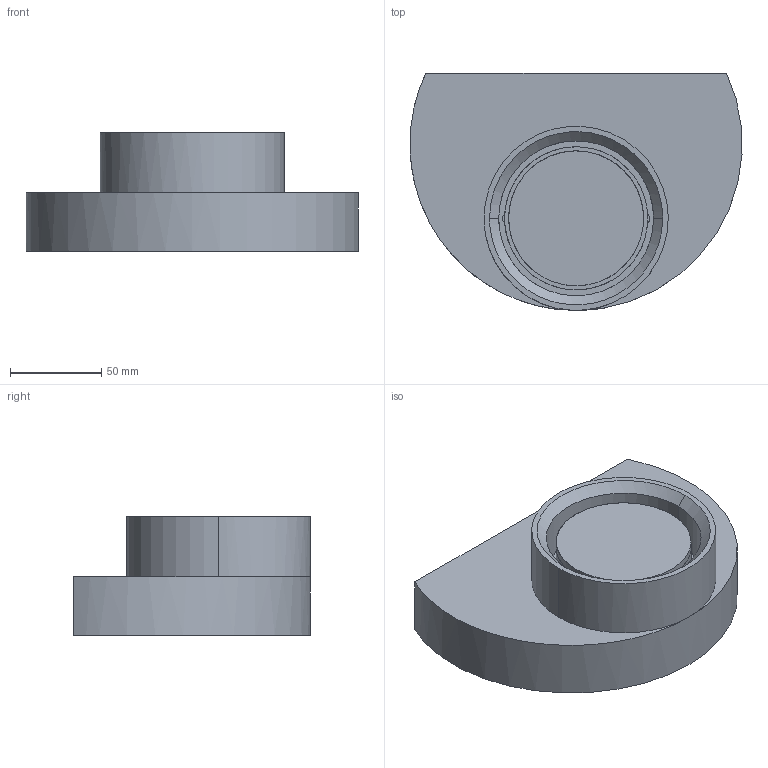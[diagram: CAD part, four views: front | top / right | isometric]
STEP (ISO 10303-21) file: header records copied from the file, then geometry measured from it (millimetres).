
FILE_DESCRIPTION(/* description */ (''),/* implementation_level */ '2;1');
FILE_NAME(/* name */ 'T360',/* time_stamp */ '2020-10-01T17:29:33+02:00',/* author */ (''),/* organization */ (''),/* preprocessor_version */ 'ST-DEVELOPER v16.5',/* originating_system */ '',/* authorisation */ '');
FILE_SCHEMA (('AUTOMOTIVE_DESIGN'));
Length unit declared in the file: millimetre
Products named in the file (1): Document
Bounding box: 182.15 x 130 x 65 mm (x, y, z)
Volume: 520240 mm3; surface area: 157160 mm2
Topology: 10 solids, 13 shells, 199 faces, 460 edges, 304 vertices
Faces by surface type: bspline 130, plane 69
Entity records: 6278 total; most frequent: CARTESIAN_POINT 3404, ORIENTED_EDGE 912, EDGE_CURVE 459, VERTEX_POINT 303, EDGE_LOOP 254, ADVANCED_FACE 199, FACE_OUTER_BOUND 199, B_SPLINE_CURVE_WITH_KNOTS 110
